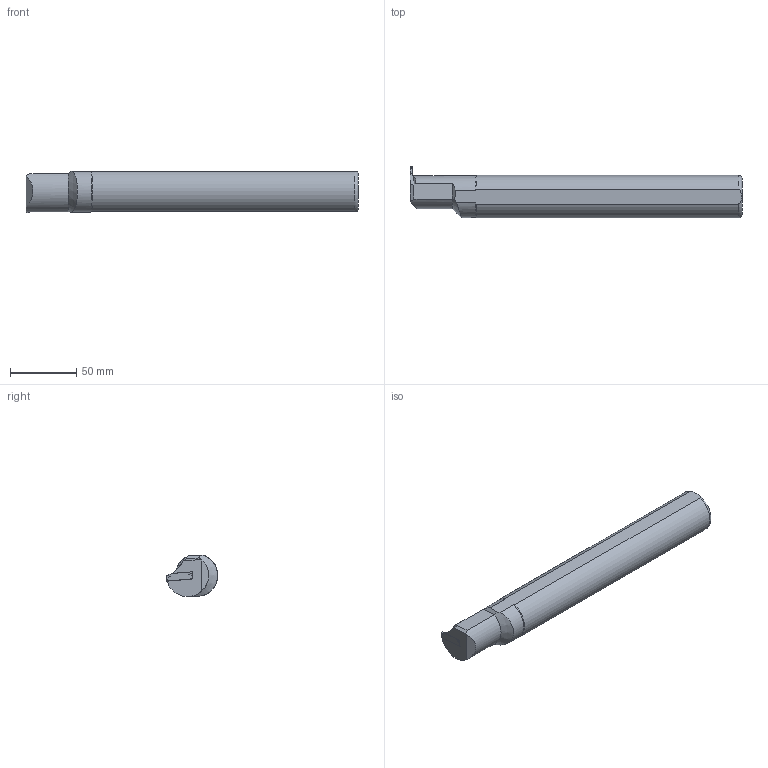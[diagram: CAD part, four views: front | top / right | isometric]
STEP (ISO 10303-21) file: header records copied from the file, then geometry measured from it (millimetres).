
FILE_DESCRIPTION(/* description */ (''),/* implementation_level */ '2;1');
FILE_NAME(/* name */ 'model1_1.stp',/* time_stamp */ '2023-10-10T21:46:44+03:00',/* author */ (''),/* organization */ (''),/* preprocessor_version */ 'ST-DEVELOPER v19.4',/* originating_system */ 'SIEMENS PLM Software NX2306.3001',/* authorisation */ '');
FILE_SCHEMA (('AUTOMOTIVE_DESIGN { 1 0 10303 214 3 1 1 1 }'));
Length unit declared in the file: millimetre
Products named in the file (1): model1_objects
Bounding box: 249.98 x 39 x 30.92 mm (x, y, z)
Volume: 188568 mm3; surface area: 26234.2 mm2
Topology: 2 solids, 2 shells, 58 faces, 158 edges, 104 vertices
Faces by surface type: plane 38, cylinder 15, cone 3, torus 2
Entity records: 2393 total; most frequent: CARTESIAN_POINT 485, ORIENTED_EDGE 312, DIRECTION 298, EDGE_CURVE 156, VERTEX_POINT 103, AXIS2_PLACEMENT_3D 101, LINE 96, VECTOR 96
